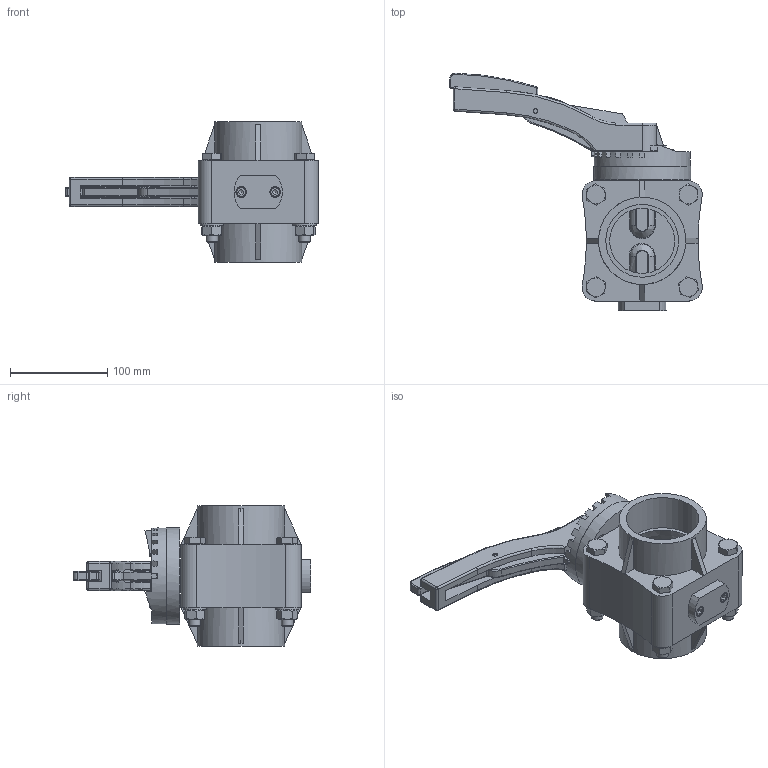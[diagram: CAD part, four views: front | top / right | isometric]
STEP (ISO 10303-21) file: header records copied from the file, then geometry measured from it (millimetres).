
FILE_DESCRIPTION((''),'2;1');
FILE_NAME('K016 DN65 with handlever.stp','2009-02-23T08:02:01',('hellwig'),(''),'Autodesk Inventor 2008','Autodesk Inventor 2008','');
FILE_SCHEMA(('AUTOMOTIVE_DESIGN { 1 0 10303 214 1 1 1 1 }'));
Length unit declared in the file: millimetre
Products named in the file (1): Bauteil1
Bounding box: 260.44 x 244.94 x 145 mm (x, y, z)
Volume: 1064680.7 mm3; surface area: 327123.9 mm2
Topology: 1 solids, 19 shells, 1173 faces, 2997 edges, 1906 vertices
Faces by surface type: plane 558, cylinder 268, bspline 211, cone 85, torus 42, sphere 9
Full cylindrical faces by diameter (mm): 4 x1, 5 x4, 6 x3, 6.6 x1, 7 x1, 8 x2, 9 x1, 10 x2, 12 x8, 12.8 x1, 13 x2, 14.8 x1, 15 x2, 16 x4, 16.2 x3, 16.5 x1, 17 x1, 17.4 x4, 19 x1, 24 x5, 26 x1, 28 x1, 30 x1, 38 x1, 75 x2, 84 x1, 89 x1, 90 x2, 93 x1, 99 x1
Entity records: 40808 total; most frequent: CARTESIAN_POINT 13093, ORIENTED_EDGE 5490, DIRECTION 5339, EDGE_CURVE 2745, AXIS2_PLACEMENT_3D 1998, VERTEX_POINT 1817, EDGE_LOOP 1445, VECTOR 1343
